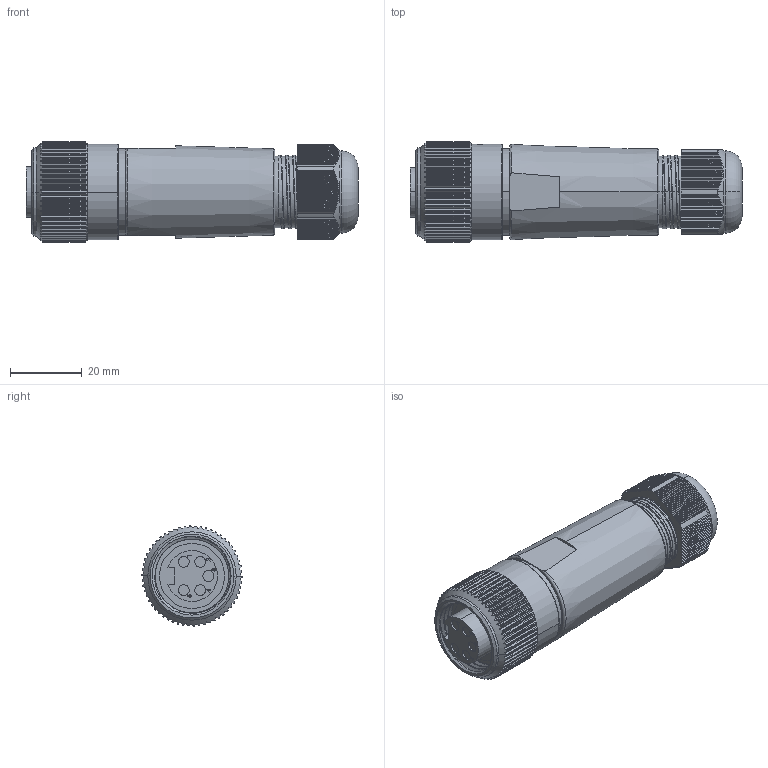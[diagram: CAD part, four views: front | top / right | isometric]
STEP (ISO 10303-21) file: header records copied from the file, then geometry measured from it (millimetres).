
FILE_DESCRIPTION (( 'STEP AP214' ), '1' );
FILE_NAME ('MIN-5FP-FW.STEP', '2015-08-14T01:55:35', ( 'Bruce Laptop' ), ( 'HP' ), 'SwSTEP 2.0', 'SolidWorks 2015', '' );
FILE_SCHEMA (( 'AUTOMOTIVE_DESIGN' ));
Length unit declared in the file: millimetre
Products named in the file (1): MIN-5FP-FW
Bounding box: 92.75 x 28 x 27.98 mm (x, y, z)
Volume: 43540.3 mm3; surface area: 11980.3 mm2
Topology: 1 solids, 1 shells, 851 faces, 2463 edges, 1632 vertices
Faces by surface type: plane 469, cylinder 320, bspline 35, torus 14, cone 13
Entity records: 43961 total; most frequent: CARTESIAN_POINT 14188, ORIENTED_EDGE 4926, DIRECTION 3287, EDGE_CURVE 2463, VERTEX_POINT 1632, VECTOR 1169, LINE 1169, AXIS2_PLACEMENT_3D 1059
